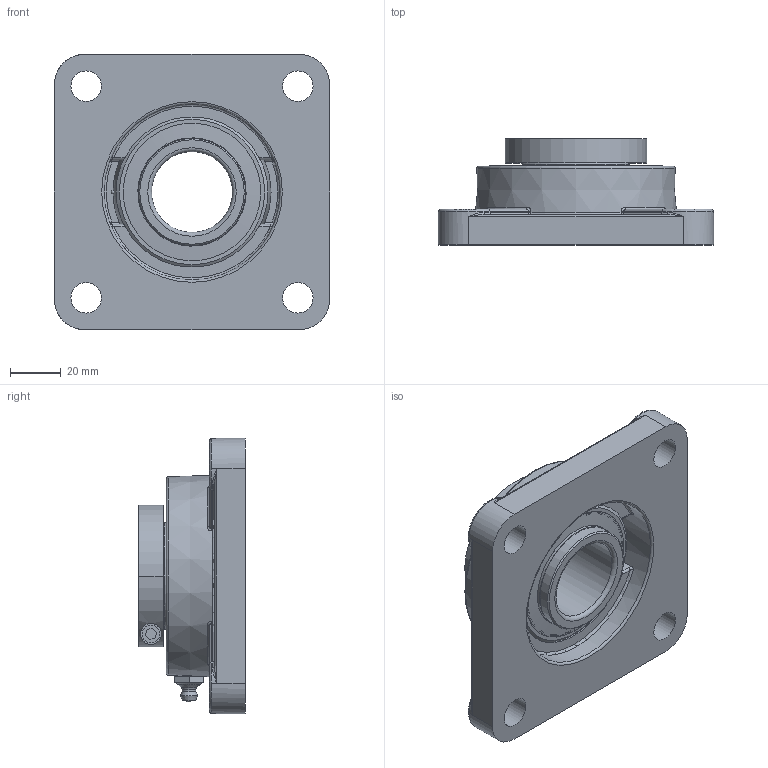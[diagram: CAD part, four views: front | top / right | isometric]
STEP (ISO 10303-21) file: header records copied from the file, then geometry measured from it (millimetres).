
FILE_DESCRIPTION(('HOOPS Exchange Step'),'2;1');
FILE_NAME('export-BB71E690-B79C-422D-9BC1-5F39BE303948.stp','2019-12-12T15:58:30-08:00',('ibuslach'),('Alibre'),'HOOPS Exchange 2019.2','Alibre','Unknown authorisation');
FILE_SCHEMA( ('AP242_MANAGED_MODEL_BASED_3D_ENGINEERING_MIM_LF {1 0 10303 442 1 1 4 }') );
Length unit declared in the file: centimetre
Products named in the file (8): ZERK 6mm; MRN SF 206; SUE 206 LOCK RING; SUE 204 BOLT; SUE 206 SHIELD; SUE 206-20 RACES; MRN SUE 206-20; MRN SUEF 206-20
Assembly tree (8 placements, depth 3):
  MRN SUEF 206-20
    ZERK 6mm
    MRN SF 206
    MRN SUE 206-20
      SUE 206 LOCK RING
      SUE 204 BOLT
      SUE 206 SHIELD  x2
      SUE 206-20 RACES
Bounding box: 108 x 41.7 x 108 mm (x, y, z)
Volume: 171085 mm3; surface area: 64237.5 mm2
Topology: 8 solids, 8 shells, 740 faces, 2047 edges, 1322 vertices
Faces by surface type: plane 283, extrusion 239, cylinder 81, torus 50, cone 41, bspline 28, sphere 18
Full cylindrical faces by diameter (mm): 1.478 x2, 3.242 x2, 4 x1, 6 x2, 7 x1, 8.25 x1, 12 x4, 31.75 x1, 42 x4, 42.508 x2, 52 x2, 54 x2, 67.335 x1, 69.088 x1
Entity records: 30461 total; most frequent: CARTESIAN_POINT 12648, ORIENTED_EDGE 4008, DIRECTION 2954, EDGE_CURVE 2004, VERTEX_POINT 1308, VECTOR 1246, LINE 1007, AXIS2_PLACEMENT_3D 854
